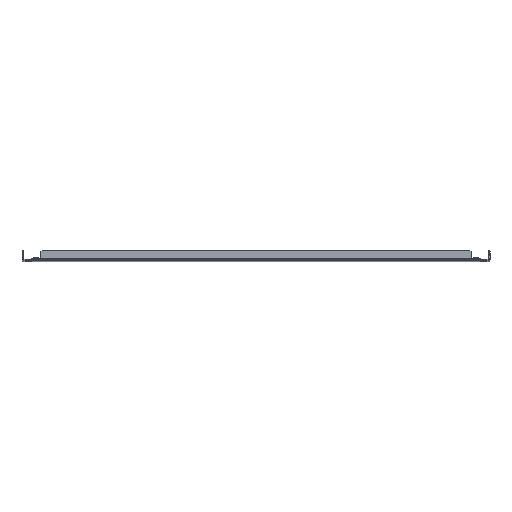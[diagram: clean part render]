
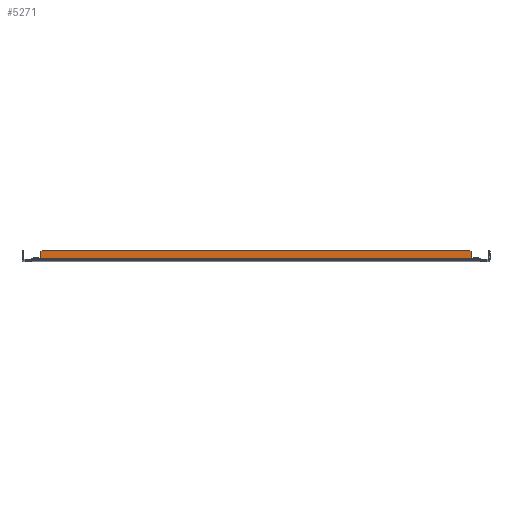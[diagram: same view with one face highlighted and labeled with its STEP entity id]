
A CAD part, top view. The second image highlights one B-rep face of the part: STEP entity #5271.
In plain terms, the highlighted planar face has unit normal (0, 0, 1).
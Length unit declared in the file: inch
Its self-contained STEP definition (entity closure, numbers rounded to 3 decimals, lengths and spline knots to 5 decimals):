
#98 = CARTESIAN_POINT ( 'NONE',  ( -15.615, 0.75, 35.085 ) ) ;
#435 = ORIENTED_EDGE ( 'NONE', *, *, #538, .T. ) ;
#509 = EDGE_CURVE ( 'NONE', #7089, #4902, #7309, .T. ) ;
#538 = EDGE_CURVE ( 'NONE', #608, #1037, #5438, .T. ) ;
#596 = VERTEX_POINT ( 'NONE', #2543 ) ;
#608 = VERTEX_POINT ( 'NONE', #98 ) ;
#667 = VERTEX_POINT ( 'NONE', #760 ) ;
#760 = CARTESIAN_POINT ( 'NONE',  ( 15.74656, 0.143, 35.085 ) ) ;
#770 = CARTESIAN_POINT ( 'NONE',  ( 15.74, 0.171, 35.085 ) ) ;
#821 = ORIENTED_EDGE ( 'NONE', *, *, #5760, .F. ) ;
#933 = VERTEX_POINT ( 'NONE', #3354 ) ;
#970 = EDGE_CURVE ( 'NONE', #4902, #2835, #6837, .T. ) ;
#1037 = VERTEX_POINT ( 'NONE', #2208 ) ;
#1078 = CIRCLE ( 'NONE', #2347, 0.063 ) ;
#1153 = EDGE_CURVE ( 'NONE', #596, #933, #1078, .T. ) ;
#1184 = CARTESIAN_POINT ( 'NONE',  ( 15.74, 0.75, 35.085 ) ) ;
#1220 = CARTESIAN_POINT ( 'NONE',  ( -15.803, 0.171, 35.085 ) ) ;
#1253 = CARTESIAN_POINT ( 'NONE',  ( -15.615, 0.75, 35.085 ) ) ;
#1304 = ORIENTED_EDGE ( 'NONE', *, *, #6247, .T. ) ;
#1336 = VECTOR ( 'NONE', #4038, 39.37008 ) ;
#1572 = DIRECTION ( 'NONE',  ( -0.707, 0.707, 0. ) ) ;
#1588 = ORIENTED_EDGE ( 'NONE', *, *, #509, .T. ) ;
#1865 = EDGE_CURVE ( 'NONE', #2835, #608, #4625, .T. ) ;
#2076 = ORIENTED_EDGE ( 'NONE', *, *, #1153, .T. ) ;
#2208 = CARTESIAN_POINT ( 'NONE',  ( -15.74, 0.625, 35.085 ) ) ;
#2347 = AXIS2_PLACEMENT_3D ( 'NONE', #1220, #5452, #5476 ) ;
#2414 = AXIS2_PLACEMENT_3D ( 'NONE', #4961, #5656, #4313 ) ;
#2491 = VECTOR ( 'NONE', #1572, 39.37008 ) ;
#2543 = CARTESIAN_POINT ( 'NONE',  ( -15.74, 0.171, 35.085 ) ) ;
#2835 = VERTEX_POINT ( 'NONE', #2914 ) ;
#2914 = CARTESIAN_POINT ( 'NONE',  ( 15.615, 0.75, 35.085 ) ) ;
#3013 = EDGE_LOOP ( 'NONE', ( #821, #1304, #1588, #3773, #3588, #435, #3897, #2076 ) ) ;
#3120 = DIRECTION ( 'NONE',  ( -0.707, -0.707, 0. ) ) ;
#3148 = DIRECTION ( 'NONE',  ( -1., 0., 0. ) ) ;
#3327 = CARTESIAN_POINT ( 'NONE',  ( -15.74, 0.171, 35.085 ) ) ;
#3354 = CARTESIAN_POINT ( 'NONE',  ( -15.74656, 0.143, 35.085 ) ) ;
#3588 = ORIENTED_EDGE ( 'NONE', *, *, #1865, .T. ) ;
#3718 = EDGE_CURVE ( 'NONE', #1037, #596, #5800, .T. ) ;
#3773 = ORIENTED_EDGE ( 'NONE', *, *, #970, .T. ) ;
#3897 = ORIENTED_EDGE ( 'NONE', *, *, #3718, .T. ) ;
#3952 = DIRECTION ( 'NONE',  ( 0., 1., 0. ) ) ;
#3978 = LINE ( 'NONE', #6806, #4650 ) ;
#3981 = DIRECTION ( 'NONE',  ( 0., 0., -1. ) ) ;
#4038 = DIRECTION ( 'NONE',  ( 0., -1., 0. ) ) ;
#4269 = CIRCLE ( 'NONE', #2414, 0.063 ) ;
#4313 = DIRECTION ( 'NONE',  ( 0., 1., 0. ) ) ;
#4590 = VECTOR ( 'NONE', #3120, 39.37008 ) ;
#4625 = LINE ( 'NONE', #7369, #7261 ) ;
#4633 = CARTESIAN_POINT ( 'NONE',  ( 15.74, 0.625, 35.085 ) ) ;
#4650 = VECTOR ( 'NONE', #3148, 39.37008 ) ;
#4902 = VERTEX_POINT ( 'NONE', #7255 ) ;
#4961 = CARTESIAN_POINT ( 'NONE',  ( 15.803, 0.171, 35.085 ) ) ;
#5121 = FACE_OUTER_BOUND ( 'NONE', #3013, .T. ) ;
#5239 = CARTESIAN_POINT ( 'NONE',  ( -17.664, 0.75, 35.085 ) ) ;
#5271 = ADVANCED_FACE ( 'NONE', ( #5121 ), #7581, .F. ) ;
#5438 = LINE ( 'NONE', #1253, #4590 ) ;
#5452 = DIRECTION ( 'NONE',  ( 0., 0., -1. ) ) ;
#5476 = DIRECTION ( 'NONE',  ( 0., 1., 0. ) ) ;
#5656 = DIRECTION ( 'NONE',  ( 0., 0., -1. ) ) ;
#5760 = EDGE_CURVE ( 'NONE', #667, #933, #3978, .T. ) ;
#5800 = LINE ( 'NONE', #3327, #1336 ) ;
#6063 = AXIS2_PLACEMENT_3D ( 'NONE', #5239, #3981, #3952 ) ;
#6160 = DIRECTION ( 'NONE',  ( -1., 0., 0. ) ) ;
#6247 = EDGE_CURVE ( 'NONE', #667, #7089, #4269, .T. ) ;
#6806 = CARTESIAN_POINT ( 'NONE',  ( 16.37525, 0.143, 35.085 ) ) ;
#6837 = LINE ( 'NONE', #4633, #2491 ) ;
#7089 = VERTEX_POINT ( 'NONE', #770 ) ;
#7255 = CARTESIAN_POINT ( 'NONE',  ( 15.74, 0.625, 35.085 ) ) ;
#7261 = VECTOR ( 'NONE', #6160, 39.37008 ) ;
#7267 = DIRECTION ( 'NONE',  ( 0., 1., 0. ) ) ;
#7309 = LINE ( 'NONE', #1184, #7401 ) ;
#7369 = CARTESIAN_POINT ( 'NONE',  ( -17.664, 0.75, 35.085 ) ) ;
#7401 = VECTOR ( 'NONE', #7267, 39.37008 ) ;
#7581 = PLANE ( 'NONE',  #6063 ) ;
